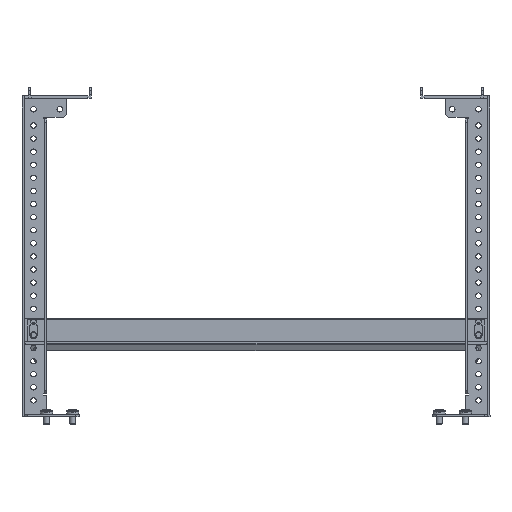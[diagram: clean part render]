
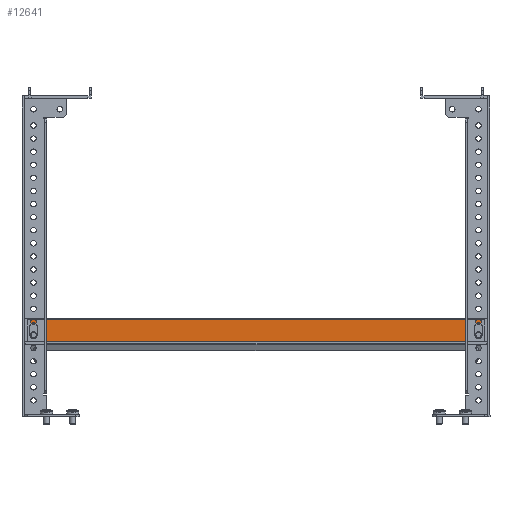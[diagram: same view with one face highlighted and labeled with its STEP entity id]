
A CAD part, left-side view. The second image highlights one B-rep face of the part: STEP entity #12641.
In plain terms, the highlighted face is planar.
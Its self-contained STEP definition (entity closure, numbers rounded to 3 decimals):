
#157 = CARTESIAN_POINT ( 'NONE',  ( -220.25, 0., -14. ) ) ;
#198 = CARTESIAN_POINT ( 'NONE',  ( -228.25, 0., -14. ) ) ;
#392 = EDGE_CURVE ( 'NONE', #22195, #2816, #27394, .T. ) ;
#432 = EDGE_CURVE ( 'NONE', #969, #18555, #25525, .T. ) ;
#671 = ORIENTED_EDGE ( 'NONE', *, *, #9154, .F. ) ;
#682 = EDGE_CURVE ( 'NONE', #3865, #19820, #6120, .T. ) ;
#969 = VERTEX_POINT ( 'NONE', #5056 ) ;
#1240 = AXIS2_PLACEMENT_3D ( 'NONE', #12592, #6323, #19515 ) ;
#1301 = FACE_OUTER_BOUND ( 'NONE', #15350, .T. ) ;
#2016 = CARTESIAN_POINT ( 'NONE',  ( -234.75, 0., -0.5 ) ) ;
#2346 = DIRECTION ( 'NONE',  ( 0., -1., 0. ) ) ;
#2565 = CARTESIAN_POINT ( 'NONE',  ( -220.25, 0., -439. ) ) ;
#2625 = VERTEX_POINT ( 'NONE', #23139 ) ;
#2641 = CIRCLE ( 'NONE', #20809, 3.5 ) ;
#2816 = VERTEX_POINT ( 'NONE', #17723 ) ;
#2916 = VERTEX_POINT ( 'NONE', #198 ) ;
#3687 = AXIS2_PLACEMENT_3D ( 'NONE', #25332, #4539, #13649 ) ;
#3707 = PLANE ( 'NONE',  #18682 ) ;
#3758 = CARTESIAN_POINT ( 'NONE',  ( -190.407, 0., -0.5 ) ) ;
#3774 = VERTEX_POINT ( 'NONE', #28420 ) ;
#3841 = EDGE_CURVE ( 'NONE', #18418, #3774, #24074, .T. ) ;
#3865 = VERTEX_POINT ( 'NONE', #17191 ) ;
#4057 = DIRECTION ( 'NONE',  ( 1., 0., 0. ) ) ;
#4059 = CARTESIAN_POINT ( 'NONE',  ( -228.25, 0., -10.5 ) ) ;
#4247 = ORIENTED_EDGE ( 'NONE', *, *, #17663, .F. ) ;
#4539 = DIRECTION ( 'NONE',  ( 0., -1., 0. ) ) ;
#4600 = CIRCLE ( 'NONE', #1240, 3.5 ) ;
#4758 = DIRECTION ( 'NONE',  ( -1., 0., 0. ) ) ;
#4792 = CARTESIAN_POINT ( 'NONE',  ( -231.75, 0., -435.5 ) ) ;
#5056 = CARTESIAN_POINT ( 'NONE',  ( -231.75, 0., -10.5 ) ) ;
#5323 = EDGE_CURVE ( 'NONE', #25798, #22195, #19780, .T. ) ;
#6085 = DIRECTION ( 'NONE',  ( 1., 0., 0. ) ) ;
#6120 = LINE ( 'NONE', #8055, #11180 ) ;
#6323 = DIRECTION ( 'NONE',  ( 0., 1., 0. ) ) ;
#6632 = CARTESIAN_POINT ( 'NONE',  ( -220.25, 0., -7. ) ) ;
#6816 = CARTESIAN_POINT ( 'NONE',  ( -228.25, 0., -14. ) ) ;
#7910 = CARTESIAN_POINT ( 'NONE',  ( -234.75, 0., -445.5 ) ) ;
#8055 = CARTESIAN_POINT ( 'NONE',  ( -212.248, 0., 2.859 ) ) ;
#8433 = CARTESIAN_POINT ( 'NONE',  ( -220.25, 0., -432. ) ) ;
#8941 = CARTESIAN_POINT ( 'NONE',  ( -220.25, 0., -435.5 ) ) ;
#9154 = EDGE_CURVE ( 'NONE', #2916, #969, #2641, .T. ) ;
#9275 = ORIENTED_EDGE ( 'NONE', *, *, #24364, .F. ) ;
#10425 = ORIENTED_EDGE ( 'NONE', *, *, #21453, .F. ) ;
#11180 = VECTOR ( 'NONE', #19293, 1000. ) ;
#11843 = VECTOR ( 'NONE', #13289, 1000. ) ;
#11989 = ORIENTED_EDGE ( 'NONE', *, *, #682, .T. ) ;
#12108 = EDGE_CURVE ( 'NONE', #2816, #18418, #22333, .T. ) ;
#12517 = DIRECTION ( 'NONE',  ( 1., 0., 0. ) ) ;
#12549 = ORIENTED_EDGE ( 'NONE', *, *, #26374, .F. ) ;
#12592 = CARTESIAN_POINT ( 'NONE',  ( -220.25, 0., -10.5 ) ) ;
#12641 = ADVANCED_FACE ( 'NONE', ( #1301, #26595, #19108 ), #3707, .F. ) ;
#12979 = VECTOR ( 'NONE', #18639, 1000. ) ;
#13164 = DIRECTION ( 'NONE',  ( 0., 1., 0. ) ) ;
#13289 = DIRECTION ( 'NONE',  ( 1., 0., 0. ) ) ;
#13454 = DIRECTION ( 'NONE',  ( -1., 0., 0. ) ) ;
#13514 = AXIS2_PLACEMENT_3D ( 'NONE', #17484, #24072, #14780 ) ;
#13649 = DIRECTION ( 'NONE',  ( -1., 0., 0. ) ) ;
#14199 = VECTOR ( 'NONE', #26042, 1000. ) ;
#14609 = CARTESIAN_POINT ( 'NONE',  ( -189.783, 0., -223. ) ) ;
#14780 = DIRECTION ( 'NONE',  ( -1., 0., 0. ) ) ;
#14792 = CARTESIAN_POINT ( 'NONE',  ( -212.248, 0., -445.5 ) ) ;
#15350 = EDGE_LOOP ( 'NONE', ( #12549, #25692, #15866, #11989 ) ) ;
#15483 = CARTESIAN_POINT ( 'NONE',  ( -228.25, 0., -7. ) ) ;
#15529 = LINE ( 'NONE', #29172, #11843 ) ;
#15866 = ORIENTED_EDGE ( 'NONE', *, *, #16508, .F. ) ;
#16339 = VERTEX_POINT ( 'NONE', #157 ) ;
#16508 = EDGE_CURVE ( 'NONE', #3865, #2625, #16909, .T. ) ;
#16859 = DIRECTION ( 'NONE',  ( 0., -1., 0. ) ) ;
#16909 = LINE ( 'NONE', #3758, #14199 ) ;
#17146 = DIRECTION ( 'NONE',  ( 0., 1., 0. ) ) ;
#17191 = CARTESIAN_POINT ( 'NONE',  ( -212.248, 0., -0.5 ) ) ;
#17402 = VECTOR ( 'NONE', #13454, 1000. ) ;
#17484 = CARTESIAN_POINT ( 'NONE',  ( -228.25, 0., -435.5 ) ) ;
#17663 = EDGE_CURVE ( 'NONE', #17875, #16339, #4600, .T. ) ;
#17723 = CARTESIAN_POINT ( 'NONE',  ( -228.25, 0., -432. ) ) ;
#17875 = VERTEX_POINT ( 'NONE', #6632 ) ;
#17977 = ORIENTED_EDGE ( 'NONE', *, *, #392, .T. ) ;
#18116 = CARTESIAN_POINT ( 'NONE',  ( -228.25, 0., -439. ) ) ;
#18217 = EDGE_CURVE ( 'NONE', #3774, #25798, #22752, .T. ) ;
#18418 = VERTEX_POINT ( 'NONE', #4792 ) ;
#18472 = ORIENTED_EDGE ( 'NONE', *, *, #432, .F. ) ;
#18555 = VERTEX_POINT ( 'NONE', #15483 ) ;
#18639 = DIRECTION ( 'NONE',  ( -1., 0., 0. ) ) ;
#18682 = AXIS2_PLACEMENT_3D ( 'NONE', #14609, #16859, #6085 ) ;
#19108 = FACE_BOUND ( 'NONE', #21306, .T. ) ;
#19288 = LINE ( 'NONE', #23927, #29383 ) ;
#19293 = DIRECTION ( 'NONE',  ( 0., 0., -1. ) ) ;
#19515 = DIRECTION ( 'NONE',  ( -1., 0., 0. ) ) ;
#19780 = CIRCLE ( 'NONE', #23108, 3.5 ) ;
#19820 = VERTEX_POINT ( 'NONE', #14792 ) ;
#19846 = LINE ( 'NONE', #2016, #28027 ) ;
#20126 = DIRECTION ( 'NONE',  ( 0., 0., -1. ) ) ;
#20809 = AXIS2_PLACEMENT_3D ( 'NONE', #28084, #17146, #26266 ) ;
#21306 = EDGE_LOOP ( 'NONE', ( #22606, #26774, #27239, #24211, #17977 ) ) ;
#21453 = EDGE_CURVE ( 'NONE', #18555, #17875, #15529, .T. ) ;
#22195 = VERTEX_POINT ( 'NONE', #8433 ) ;
#22318 = DIRECTION ( 'NONE',  ( -1., 0., 0. ) ) ;
#22333 = CIRCLE ( 'NONE', #3687, 3.5 ) ;
#22499 = VERTEX_POINT ( 'NONE', #7910 ) ;
#22606 = ORIENTED_EDGE ( 'NONE', *, *, #12108, .T. ) ;
#22752 = LINE ( 'NONE', #18116, #28442 ) ;
#23108 = AXIS2_PLACEMENT_3D ( 'NONE', #8941, #2346, #4758 ) ;
#23139 = CARTESIAN_POINT ( 'NONE',  ( -234.75, 0., -0.5 ) ) ;
#23927 = CARTESIAN_POINT ( 'NONE',  ( -234.75, 0., -445.5 ) ) ;
#24072 = DIRECTION ( 'NONE',  ( 0., -1., 0. ) ) ;
#24074 = CIRCLE ( 'NONE', #13514, 3.5 ) ;
#24211 = ORIENTED_EDGE ( 'NONE', *, *, #5323, .T. ) ;
#24364 = EDGE_CURVE ( 'NONE', #16339, #2916, #27643, .T. ) ;
#24854 = CARTESIAN_POINT ( 'NONE',  ( -228.25, 0., -432. ) ) ;
#25332 = CARTESIAN_POINT ( 'NONE',  ( -228.25, 0., -435.5 ) ) ;
#25525 = CIRCLE ( 'NONE', #28895, 3.5 ) ;
#25692 = ORIENTED_EDGE ( 'NONE', *, *, #28126, .F. ) ;
#25798 = VERTEX_POINT ( 'NONE', #2565 ) ;
#26042 = DIRECTION ( 'NONE',  ( -1., 0., 0. ) ) ;
#26266 = DIRECTION ( 'NONE',  ( -1., 0., 0. ) ) ;
#26374 = EDGE_CURVE ( 'NONE', #22499, #19820, #19288, .T. ) ;
#26595 = FACE_BOUND ( 'NONE', #28887, .T. ) ;
#26774 = ORIENTED_EDGE ( 'NONE', *, *, #3841, .T. ) ;
#27239 = ORIENTED_EDGE ( 'NONE', *, *, #18217, .T. ) ;
#27394 = LINE ( 'NONE', #24854, #17402 ) ;
#27643 = LINE ( 'NONE', #6816, #12979 ) ;
#28027 = VECTOR ( 'NONE', #20126, 1000. ) ;
#28084 = CARTESIAN_POINT ( 'NONE',  ( -228.25, 0., -10.5 ) ) ;
#28126 = EDGE_CURVE ( 'NONE', #2625, #22499, #19846, .T. ) ;
#28420 = CARTESIAN_POINT ( 'NONE',  ( -228.25, 0., -439. ) ) ;
#28442 = VECTOR ( 'NONE', #4057, 1000. ) ;
#28887 = EDGE_LOOP ( 'NONE', ( #10425, #18472, #671, #9275, #4247 ) ) ;
#28895 = AXIS2_PLACEMENT_3D ( 'NONE', #4059, #13164, #22318 ) ;
#29172 = CARTESIAN_POINT ( 'NONE',  ( -228.25, 0., -7. ) ) ;
#29383 = VECTOR ( 'NONE', #12517, 1000. ) ;
